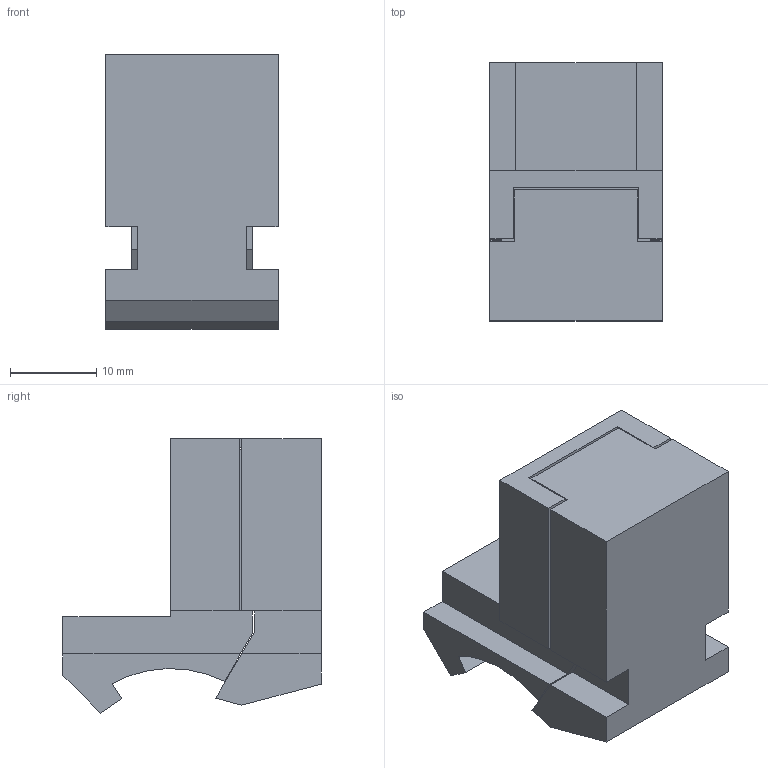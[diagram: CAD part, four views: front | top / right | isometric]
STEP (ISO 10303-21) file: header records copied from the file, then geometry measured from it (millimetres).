
FILE_DESCRIPTION(('STEP AP214'),'1');
FILE_NAME('cctmp_F43B9296-2ECC-49F5-B626-D69916B962FF_2020_1_16_8_43_12_743..stp','2020-01-16T07:43:12',('Bosch Rexroth AG'),('CADClick - www.CADClick.com'),'Spatial InterOp 3D',' ','unknown authorization - (Healing Option Enabled)');
FILE_SCHEMA(('AUTOMOTIVE_DESIGN'));
Length unit declared in the file: millimetre
Products named in the file (1): 1
Bounding box: 20 x 30 x 31.89 mm (x, y, z)
Volume: 11032.4 mm3; surface area: 5325.2 mm2
Topology: 2 solids, 2 shells, 53 faces, 145 edges, 96 vertices
Faces by surface type: plane 52, cylinder 1
Entity records: 2113 total; most frequent: CARTESIAN_POINT 296, ORIENTED_EDGE 290, DIRECTION 257, EDGE_CURVE 145, LINE 143, VECTOR 143, VERTEX_POINT 96, PRESENTATION_STYLE_ASSIGNMENT 57
